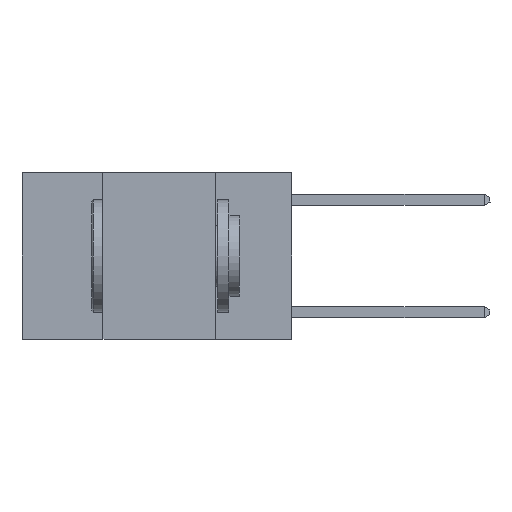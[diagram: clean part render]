
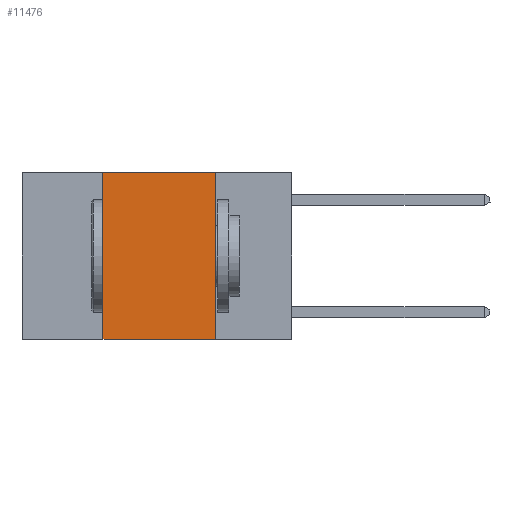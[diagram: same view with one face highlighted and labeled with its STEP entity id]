
A CAD part, left-side view. The second image highlights one B-rep face of the part: STEP entity #11476.
In plain terms, the highlighted planar face has unit normal (-1, 0, 0).
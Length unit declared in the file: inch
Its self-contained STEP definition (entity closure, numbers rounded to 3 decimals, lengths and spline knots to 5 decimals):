
#174 = EDGE_CURVE ( 'NONE', #1877, #19019, #22710, .T. ) ;
#347 = FACE_OUTER_BOUND ( 'NONE', #22054, .T. ) ;
#651 = CARTESIAN_POINT ( 'NONE',  ( 0., 0.6, -0.37 ) ) ;
#1335 = ORIENTED_EDGE ( 'NONE', *, *, #174, .T. ) ;
#1877 = VERTEX_POINT ( 'NONE', #2438 ) ;
#2267 = ORIENTED_EDGE ( 'NONE', *, *, #21049, .F. ) ;
#2438 = CARTESIAN_POINT ( 'NONE',  ( 0., 0.42, -0.37 ) ) ;
#2569 = CARTESIAN_POINT ( 'NONE',  ( 0., 0.42, 0. ) ) ;
#4362 = VERTEX_POINT ( 'NONE', #12227 ) ;
#5056 = DIRECTION ( 'NONE',  ( 0., 0., 1. ) ) ;
#6279 = EDGE_CURVE ( 'NONE', #11065, #19019, #24233, .T. ) ;
#7453 = DIRECTION ( 'NONE',  ( 0., -1., 0. ) ) ;
#8057 = CARTESIAN_POINT ( 'NONE',  ( 0., 0.6, 0. ) ) ;
#8857 = VECTOR ( 'NONE', #23776, 39.37008 ) ;
#8884 = DIRECTION ( 'NONE',  ( 0., 0., -1. ) ) ;
#10576 = DIRECTION ( 'NONE',  ( 0., 0., -1. ) ) ;
#11065 = VERTEX_POINT ( 'NONE', #20894 ) ;
#11476 = ADVANCED_FACE ( 'NONE', ( #347 ), #20345, .F. ) ;
#12227 = CARTESIAN_POINT ( 'NONE',  ( 0., 0.42, 0. ) ) ;
#15200 = LINE ( 'NONE', #31849, #26620 ) ;
#18488 = EDGE_CURVE ( 'NONE', #1877, #4362, #18615, .T. ) ;
#18615 = LINE ( 'NONE', #2569, #31531 ) ;
#19019 = VERTEX_POINT ( 'NONE', #31846 ) ;
#20345 = PLANE ( 'NONE',  #22011 ) ;
#20894 = CARTESIAN_POINT ( 'NONE',  ( 0., 0.17, 0. ) ) ;
#21049 = EDGE_CURVE ( 'NONE', #4362, #11065, #15200, .T. ) ;
#22011 = AXIS2_PLACEMENT_3D ( 'NONE', #8057, #25224, #10576 ) ;
#22054 = EDGE_LOOP ( 'NONE', ( #24142, #2267, #22718, #1335 ) ) ;
#22710 = LINE ( 'NONE', #651, #8857 ) ;
#22718 = ORIENTED_EDGE ( 'NONE', *, *, #18488, .F. ) ;
#23776 = DIRECTION ( 'NONE',  ( 0., -1., 0. ) ) ;
#24142 = ORIENTED_EDGE ( 'NONE', *, *, #6279, .F. ) ;
#24233 = LINE ( 'NONE', #26051, #30709 ) ;
#25224 = DIRECTION ( 'NONE',  ( 1., 0., 0. ) ) ;
#26051 = CARTESIAN_POINT ( 'NONE',  ( 0., 0.17, 0. ) ) ;
#26620 = VECTOR ( 'NONE', #7453, 39.37008 ) ;
#30709 = VECTOR ( 'NONE', #8884, 39.37008 ) ;
#31531 = VECTOR ( 'NONE', #5056, 39.37008 ) ;
#31846 = CARTESIAN_POINT ( 'NONE',  ( 0., 0.17, -0.37 ) ) ;
#31849 = CARTESIAN_POINT ( 'NONE',  ( 0., 0.6, 0. ) ) ;
